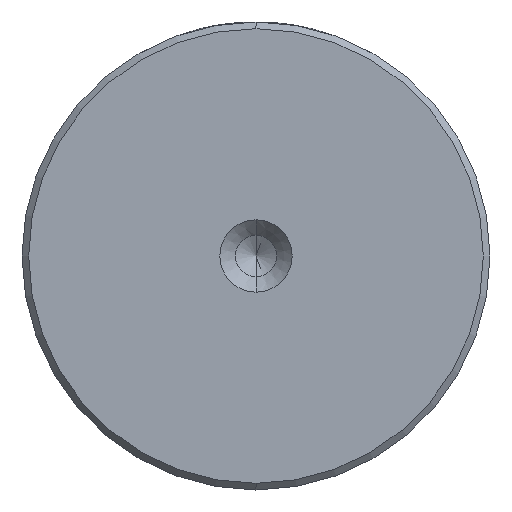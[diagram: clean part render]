
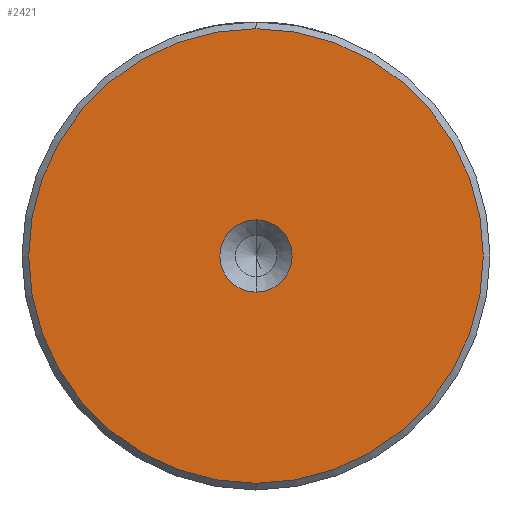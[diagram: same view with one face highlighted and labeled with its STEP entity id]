
A CAD part, left-side view. The second image highlights one B-rep face of the part: STEP entity #2421.
In plain terms, the highlighted planar face has unit normal (-1, 0, 0).
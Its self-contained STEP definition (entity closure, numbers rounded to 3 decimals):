
#54 = DIRECTION ( 'NONE',  ( -1., 0., 0. ) ) ;
#97 = CARTESIAN_POINT ( 'NONE',  ( 0., 0., 0. ) ) ;
#145 = ORIENTED_EDGE ( 'NONE', *, *, #1938, .T. ) ;
#183 = CIRCLE ( 'NONE', #1923, 17. ) ;
#203 = CARTESIAN_POINT ( 'NONE',  ( 0., 0., 17. ) ) ;
#310 = DIRECTION ( 'NONE',  ( 0., 0., 1. ) ) ;
#313 = CARTESIAN_POINT ( 'NONE',  ( 0., 0., 0. ) ) ;
#400 = DIRECTION ( 'NONE',  ( -1., 0., 0. ) ) ;
#440 = CARTESIAN_POINT ( 'NONE',  ( 0., 0., 0. ) ) ;
#502 = AXIS2_PLACEMENT_3D ( 'NONE', #2810, #400, #1930 ) ;
#538 = DIRECTION ( 'NONE',  ( 0., 0., 1. ) ) ;
#612 = CARTESIAN_POINT ( 'NONE',  ( 0., 0., 2.7 ) ) ;
#663 = DIRECTION ( 'NONE',  ( 0., 0., 1. ) ) ;
#689 = EDGE_CURVE ( 'NONE', #1982, #1041, #183, .T. ) ;
#792 = AXIS2_PLACEMENT_3D ( 'NONE', #440, #1966, #663 ) ;
#802 = CIRCLE ( 'NONE', #1172, 2.7 ) ;
#818 = ORIENTED_EDGE ( 'NONE', *, *, #2752, .F. ) ;
#836 = FACE_BOUND ( 'NONE', #1661, .T. ) ;
#853 = CARTESIAN_POINT ( 'NONE',  ( 0., 0., -2.7 ) ) ;
#1041 = VERTEX_POINT ( 'NONE', #203 ) ;
#1101 = EDGE_CURVE ( 'NONE', #1672, #2403, #2047, .T. ) ;
#1172 = AXIS2_PLACEMENT_3D ( 'NONE', #313, #1842, #538 ) ;
#1351 = CARTESIAN_POINT ( 'NONE',  ( 0., 0., 0. ) ) ;
#1411 = CARTESIAN_POINT ( 'NONE',  ( 0., 0., -17. ) ) ;
#1558 = ORIENTED_EDGE ( 'NONE', *, *, #1101, .F. ) ;
#1573 = DIRECTION ( 'NONE',  ( 0., 0., 1. ) ) ;
#1594 = ORIENTED_EDGE ( 'NONE', *, *, #689, .T. ) ;
#1613 = DIRECTION ( 'NONE',  ( -1., 0., 0. ) ) ;
#1661 = EDGE_LOOP ( 'NONE', ( #818, #1558 ) ) ;
#1672 = VERTEX_POINT ( 'NONE', #853 ) ;
#1695 = CIRCLE ( 'NONE', #2284, 17. ) ;
#1713 = PLANE ( 'NONE',  #502 ) ;
#1842 = DIRECTION ( 'NONE',  ( -1., 0., 0. ) ) ;
#1923 = AXIS2_PLACEMENT_3D ( 'NONE', #1351, #54, #1573 ) ;
#1930 = DIRECTION ( 'NONE',  ( 0., 0., 1. ) ) ;
#1938 = EDGE_CURVE ( 'NONE', #1041, #1982, #1695, .T. ) ;
#1966 = DIRECTION ( 'NONE',  ( -1., 0., 0. ) ) ;
#1982 = VERTEX_POINT ( 'NONE', #1411 ) ;
#2047 = CIRCLE ( 'NONE', #792, 2.7 ) ;
#2284 = AXIS2_PLACEMENT_3D ( 'NONE', #97, #1613, #310 ) ;
#2334 = EDGE_LOOP ( 'NONE', ( #1594, #145 ) ) ;
#2403 = VERTEX_POINT ( 'NONE', #612 ) ;
#2421 = ADVANCED_FACE ( 'NONE', ( #2590, #836 ), #1713, .T. ) ;
#2590 = FACE_OUTER_BOUND ( 'NONE', #2334, .T. ) ;
#2752 = EDGE_CURVE ( 'NONE', #2403, #1672, #802, .T. ) ;
#2810 = CARTESIAN_POINT ( 'NONE',  ( 0., 0., 0. ) ) ;
